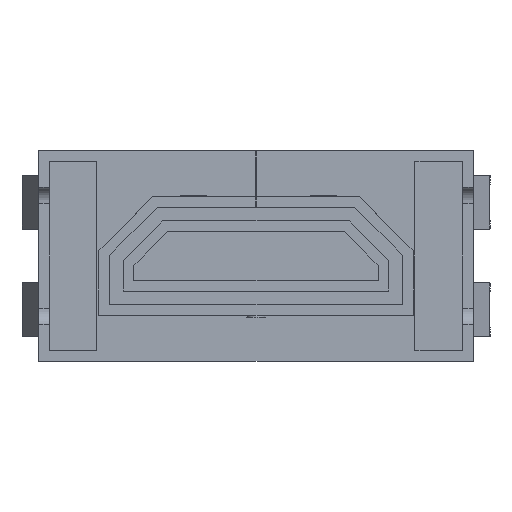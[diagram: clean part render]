
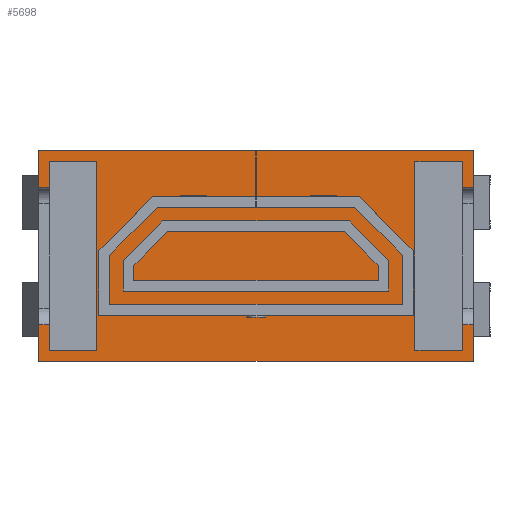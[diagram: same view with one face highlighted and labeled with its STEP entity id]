
A CAD part, front view. The second image highlights one B-rep face of the part: STEP entity #5698.
In plain terms, the highlighted planar face has unit normal (0, -1, 0).
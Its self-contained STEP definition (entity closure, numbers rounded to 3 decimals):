
#394=FACE_OUTER_BOUND('',#720,.T.);
#720=EDGE_LOOP('',(#4725,#4726,#4727,#4728,#4729,#4730,#4731,#4732,#4733,
#4734,#4735,#4736,#4737,#4738,#4739,#4740,#4741,#4742,#4743,#4744,#4745,
#4746,#4747,#4748));
#1323=LINE('',#8813,#2055);
#1327=LINE('',#8822,#2059);
#1331=LINE('',#8831,#2063);
#1335=LINE('',#8840,#2067);
#1348=LINE('',#8869,#2080);
#1355=LINE('',#8881,#2087);
#1358=LINE('',#8887,#2090);
#1373=LINE('',#8916,#2105);
#1378=LINE('',#8926,#2110);
#1382=LINE('',#8933,#2114);
#1386=LINE('',#8937,#2118);
#1388=LINE('',#8945,#2120);
#1389=LINE('',#8947,#2121);
#1390=LINE('',#8949,#2122);
#1391=LINE('',#8951,#2123);
#1392=LINE('',#8953,#2124);
#1393=LINE('',#8954,#2125);
#1394=LINE('',#8956,#2126);
#1395=LINE('',#8957,#2127);
#1396=LINE('',#8959,#2128);
#1397=LINE('',#8961,#2129);
#1398=LINE('',#8962,#2130);
#1399=LINE('',#8963,#2131);
#1400=LINE('',#8964,#2132);
#2055=VECTOR('',#7198,1000.);
#2059=VECTOR('',#7204,1000.);
#2063=VECTOR('',#7210,1000.);
#2067=VECTOR('',#7216,1000.);
#2080=VECTOR('',#7235,1000.);
#2087=VECTOR('',#7244,1000.);
#2090=VECTOR('',#7249,1000.);
#2105=VECTOR('',#7268,1000.);
#2110=VECTOR('',#7275,1000.);
#2114=VECTOR('',#7281,1000.);
#2118=VECTOR('',#7285,1000.);
#2120=VECTOR('',#7293,1000.);
#2121=VECTOR('',#7294,1000.);
#2122=VECTOR('',#7295,1000.);
#2123=VECTOR('',#7296,1000.);
#2124=VECTOR('',#7297,1000.);
#2125=VECTOR('',#7298,1000.);
#2126=VECTOR('',#7299,1000.);
#2127=VECTOR('',#7300,1000.);
#2128=VECTOR('',#7301,1000.);
#2129=VECTOR('',#7302,1000.);
#2130=VECTOR('',#7303,1000.);
#2131=VECTOR('',#7304,1000.);
#2132=VECTOR('',#7305,1000.);
#2639=VERTEX_POINT('',#8809);
#2641=VERTEX_POINT('',#8812);
#2644=VERTEX_POINT('',#8819);
#2645=VERTEX_POINT('',#8821);
#2648=VERTEX_POINT('',#8828);
#2649=VERTEX_POINT('',#8830);
#2652=VERTEX_POINT('',#8837);
#2653=VERTEX_POINT('',#8839);
#2665=VERTEX_POINT('',#8866);
#2666=VERTEX_POINT('',#8868);
#2670=VERTEX_POINT('',#8879);
#2672=VERTEX_POINT('',#8886);
#2684=VERTEX_POINT('',#8915);
#2687=VERTEX_POINT('',#8923);
#2688=VERTEX_POINT('',#8925);
#2690=VERTEX_POINT('',#8932);
#2693=VERTEX_POINT('',#8944);
#2694=VERTEX_POINT('',#8946);
#2695=VERTEX_POINT('',#8948);
#2696=VERTEX_POINT('',#8950);
#2697=VERTEX_POINT('',#8952);
#2698=VERTEX_POINT('',#8955);
#2699=VERTEX_POINT('',#8958);
#2700=VERTEX_POINT('',#8960);
#3343=EDGE_CURVE('',#2641,#2639,#1323,.T.);
#3347=EDGE_CURVE('',#2645,#2644,#1327,.T.);
#3351=EDGE_CURVE('',#2649,#2648,#1331,.T.);
#3355=EDGE_CURVE('',#2653,#2652,#1335,.T.);
#3368=EDGE_CURVE('',#2666,#2665,#1348,.T.);
#3375=EDGE_CURVE('',#2665,#2670,#1355,.T.);
#3378=EDGE_CURVE('',#2666,#2672,#1358,.T.);
#3393=EDGE_CURVE('',#2684,#2672,#1373,.T.);
#3398=EDGE_CURVE('',#2688,#2687,#1378,.T.);
#3402=EDGE_CURVE('',#2690,#2645,#1382,.T.);
#3406=EDGE_CURVE('',#2648,#2684,#1386,.T.);
#3410=EDGE_CURVE('',#2653,#2693,#1388,.T.);
#3411=EDGE_CURVE('',#2652,#2694,#1389,.T.);
#3412=EDGE_CURVE('',#2694,#2695,#1390,.T.);
#3413=EDGE_CURVE('',#2695,#2696,#1391,.T.);
#3414=EDGE_CURVE('',#2696,#2697,#1392,.T.);
#3415=EDGE_CURVE('',#2697,#2641,#1393,.T.);
#3416=EDGE_CURVE('',#2698,#2639,#1394,.T.);
#3417=EDGE_CURVE('',#2690,#2698,#1395,.T.);
#3418=EDGE_CURVE('',#2644,#2699,#1396,.T.);
#3419=EDGE_CURVE('',#2699,#2700,#1397,.T.);
#3420=EDGE_CURVE('',#2700,#2688,#1398,.T.);
#3421=EDGE_CURVE('',#2687,#2649,#1399,.T.);
#3422=EDGE_CURVE('',#2670,#2693,#1400,.T.);
#4725=ORIENTED_EDGE('',*,*,#3410,.F.);
#4726=ORIENTED_EDGE('',*,*,#3355,.T.);
#4727=ORIENTED_EDGE('',*,*,#3411,.T.);
#4728=ORIENTED_EDGE('',*,*,#3412,.T.);
#4729=ORIENTED_EDGE('',*,*,#3413,.T.);
#4730=ORIENTED_EDGE('',*,*,#3414,.T.);
#4731=ORIENTED_EDGE('',*,*,#3415,.T.);
#4732=ORIENTED_EDGE('',*,*,#3343,.T.);
#4733=ORIENTED_EDGE('',*,*,#3416,.F.);
#4734=ORIENTED_EDGE('',*,*,#3417,.F.);
#4735=ORIENTED_EDGE('',*,*,#3402,.T.);
#4736=ORIENTED_EDGE('',*,*,#3347,.T.);
#4737=ORIENTED_EDGE('',*,*,#3418,.T.);
#4738=ORIENTED_EDGE('',*,*,#3419,.T.);
#4739=ORIENTED_EDGE('',*,*,#3420,.T.);
#4740=ORIENTED_EDGE('',*,*,#3398,.T.);
#4741=ORIENTED_EDGE('',*,*,#3421,.T.);
#4742=ORIENTED_EDGE('',*,*,#3351,.T.);
#4743=ORIENTED_EDGE('',*,*,#3406,.T.);
#4744=ORIENTED_EDGE('',*,*,#3393,.T.);
#4745=ORIENTED_EDGE('',*,*,#3378,.F.);
#4746=ORIENTED_EDGE('',*,*,#3368,.T.);
#4747=ORIENTED_EDGE('',*,*,#3375,.T.);
#4748=ORIENTED_EDGE('',*,*,#3422,.T.);
#5410=PLANE('',#6069);
#5698=ADVANCED_FACE('',(#394),#5410,.F.);
#6069=AXIS2_PLACEMENT_3D('',#8943,#7291,#7292);
#7198=DIRECTION('',(-1.,0.,0.));
#7204=DIRECTION('',(-1.,0.,0.));
#7210=DIRECTION('',(1.,0.,0.));
#7216=DIRECTION('',(1.,0.,0.));
#7235=DIRECTION('',(-1.,0.,0.));
#7244=DIRECTION('',(0.,0.,1.));
#7249=DIRECTION('',(0.,0.,1.));
#7268=DIRECTION('',(-1.,0.,0.));
#7275=DIRECTION('',(1.,0.,0.));
#7281=DIRECTION('',(0.,0.,1.));
#7285=DIRECTION('',(0.,0.,1.));
#7291=DIRECTION('center_axis',(0.,1.,0.));
#7292=DIRECTION('ref_axis',(1.,0.,0.));
#7293=DIRECTION('',(0.,0.,1.));
#7294=DIRECTION('',(0.,0.,1.));
#7295=DIRECTION('',(1.,0.,0.));
#7296=DIRECTION('',(0.,0.,-1.));
#7297=DIRECTION('',(-1.,0.,0.));
#7298=DIRECTION('',(0.,0.,1.));
#7299=DIRECTION('',(0.,0.,1.));
#7300=DIRECTION('',(-1.,0.,0.));
#7301=DIRECTION('',(0.,0.,-1.));
#7302=DIRECTION('',(-1.,0.,0.));
#7303=DIRECTION('',(0.,0.,1.));
#7304=DIRECTION('',(0.,0.,-1.));
#7305=DIRECTION('',(-1.,0.,0.));
#8809=CARTESIAN_POINT('',(-0.069,-4.59,-1.78));
#8812=CARTESIAN_POINT('',(0.131,-4.59,-1.78));
#8813=CARTESIAN_POINT('',(56.001,-4.59,-1.78));
#8819=CARTESIAN_POINT('',(7.8,-4.59,-1.78));
#8821=CARTESIAN_POINT('',(8.,-4.59,-1.78));
#8822=CARTESIAN_POINT('',(56.001,-4.59,-1.78));
#8828=CARTESIAN_POINT('',(8.,-4.59,0.78));
#8830=CARTESIAN_POINT('',(7.8,-4.59,0.78));
#8831=CARTESIAN_POINT('',(56.001,-4.59,0.78));
#8837=CARTESIAN_POINT('',(0.131,-4.59,0.78));
#8839=CARTESIAN_POINT('',(-0.069,-4.59,0.78));
#8840=CARTESIAN_POINT('',(56.001,-4.59,0.78));
#8866=CARTESIAN_POINT('',(3.96,-4.59,0.4));
#8868=CARTESIAN_POINT('',(3.97,-4.59,0.4));
#8869=CARTESIAN_POINT('',(56.001,-4.59,0.4));
#8879=CARTESIAN_POINT('',(3.96,-4.59,1.45));
#8881=CARTESIAN_POINT('',(3.96,-4.59,-2.45));
#8886=CARTESIAN_POINT('',(3.97,-4.59,1.45));
#8887=CARTESIAN_POINT('',(3.97,-4.59,-2.45));
#8915=CARTESIAN_POINT('',(8.,-4.59,1.45));
#8916=CARTESIAN_POINT('',(56.001,-4.59,1.45));
#8923=CARTESIAN_POINT('',(7.8,-4.59,1.25));
#8925=CARTESIAN_POINT('',(6.915,-4.59,1.25));
#8926=CARTESIAN_POINT('',(56.001,-4.59,1.25));
#8932=CARTESIAN_POINT('',(8.,-4.59,-2.45));
#8933=CARTESIAN_POINT('',(8.,-4.59,-2.45));
#8937=CARTESIAN_POINT('',(8.,-4.59,-2.45));
#8943=CARTESIAN_POINT('Origin',(56.001,-4.59,-2.45));
#8944=CARTESIAN_POINT('',(-0.069,-4.59,1.45));
#8945=CARTESIAN_POINT('',(-0.069,-4.59,-2.45));
#8946=CARTESIAN_POINT('',(0.131,-4.59,1.25));
#8947=CARTESIAN_POINT('',(0.131,-4.59,-2.45));
#8948=CARTESIAN_POINT('',(1.013,-4.59,1.25));
#8949=CARTESIAN_POINT('',(56.001,-4.59,1.25));
#8950=CARTESIAN_POINT('',(1.013,-4.59,-2.25));
#8951=CARTESIAN_POINT('',(1.013,-4.59,-2.45));
#8952=CARTESIAN_POINT('',(0.131,-4.59,-2.25));
#8953=CARTESIAN_POINT('',(56.001,-4.59,-2.25));
#8954=CARTESIAN_POINT('',(0.131,-4.59,-2.45));
#8955=CARTESIAN_POINT('',(-0.069,-4.59,-2.45));
#8956=CARTESIAN_POINT('',(-0.069,-4.59,-2.45));
#8957=CARTESIAN_POINT('',(56.001,-4.59,-2.45));
#8958=CARTESIAN_POINT('',(7.8,-4.59,-2.25));
#8959=CARTESIAN_POINT('',(7.8,-4.59,-2.45));
#8960=CARTESIAN_POINT('',(6.915,-4.59,-2.25));
#8961=CARTESIAN_POINT('',(56.001,-4.59,-2.25));
#8962=CARTESIAN_POINT('',(6.915,-4.59,-2.45));
#8963=CARTESIAN_POINT('',(7.8,-4.59,-2.45));
#8964=CARTESIAN_POINT('',(56.001,-4.59,1.45));
